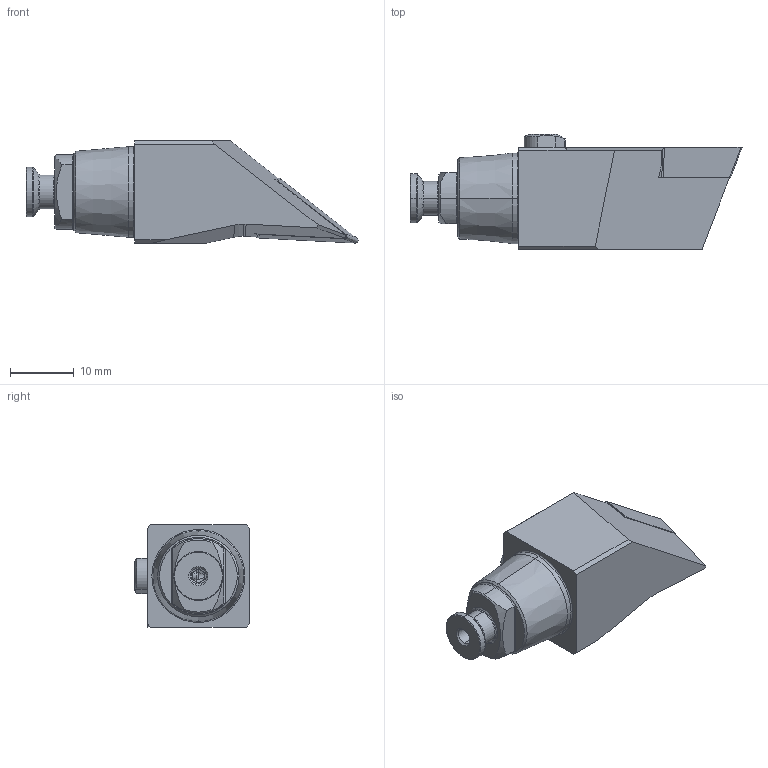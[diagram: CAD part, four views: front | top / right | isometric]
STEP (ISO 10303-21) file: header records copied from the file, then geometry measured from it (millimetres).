
FILE_DESCRIPTION (( 'STEP AP203' ), '1' );
FILE_NAME ('LW4.SVJCR.0835.16.STEP', '2024-08-26T13:37:24', ( '' ), ( '' ), 'SwSTEP 2.0', 'SolidWorks 2022', '' );
FILE_SCHEMA (( 'CONFIG_CONTROL_DESIGN' ));
Length unit declared in the file: millimetre
Products named in the file (7): LW4.SVJCR.0835.16; LW4-KVB.RJA.035_A; WCB-ER2.001.009_A; LWX-ER1.007.002; LW4-U00.ER1.000_B; ISO 14581 - M2x10; VCMT160404
Assembly tree (6 placements, depth 2):
  LW4.SVJCR.0835.16
    LW4-KVB.RJA.035_A
    LW4-U00.ER1.000_B
    LWX-ER1.007.002
    ISO 14581 - M2x10
    WCB-ER2.001.009_A
    VCMT160404
Bounding box: 52 x 18 x 16 mm (x, y, z)
Volume: 6928.7 mm3; surface area: 4301.7 mm2
Topology: 6 solids, 6 shells, 270 faces, 659 edges, 397 vertices
Faces by surface type: cylinder 83, cone 76, plane 70, torus 23, bspline 16, sphere 2
Entity records: 9266 total; most frequent: CARTESIAN_POINT 2374, DIRECTION 1305, ORIENTED_EDGE 1298, EDGE_CURVE 649, AXIS2_PLACEMENT_3D 524, VERTEX_POINT 397, EDGE_LOOP 286, ADVANCED_FACE 270
